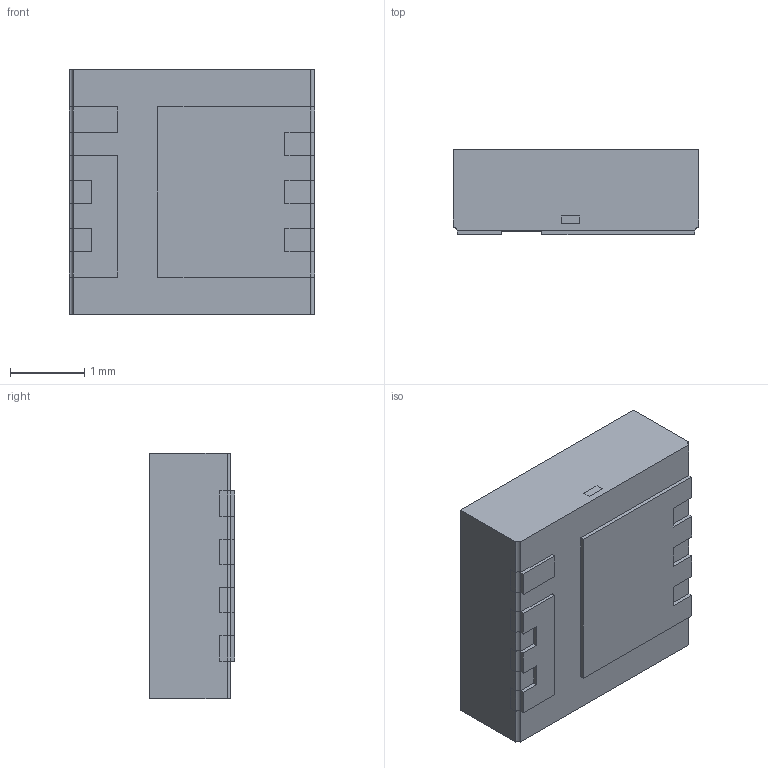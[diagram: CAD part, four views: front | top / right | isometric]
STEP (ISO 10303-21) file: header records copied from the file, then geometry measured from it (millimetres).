
FILE_DESCRIPTION (( 'STEP AP214' ), '1' );
FILE_NAME ('IAUZ30N10S5L240ATMA1.STEP', '2023-10-06T06:38:49', ( '' ), ( '' ), 'SwSTEP 2.0', 'SolidWorks 2021', '' );
FILE_SCHEMA (( 'AUTOMOTIVE_DESIGN' ));
Length unit declared in the file: millimetre
Products named in the file (1): IAUZ30N10S5L240ATMA1
Bounding box: 3.3 x 1.15 x 3.3 mm (x, y, z)
Volume: 12.2 mm3; surface area: 53.5 mm2
Topology: 7 solids, 7 shells, 131 faces, 342 edges, 228 vertices
Faces by surface type: plane 109, cylinder 22
Entity records: 4068 total; most frequent: CARTESIAN_POINT 702, ORIENTED_EDGE 684, DIRECTION 650, EDGE_CURVE 342, LINE 298, VECTOR 298, VERTEX_POINT 228, AXIS2_PLACEMENT_3D 176
